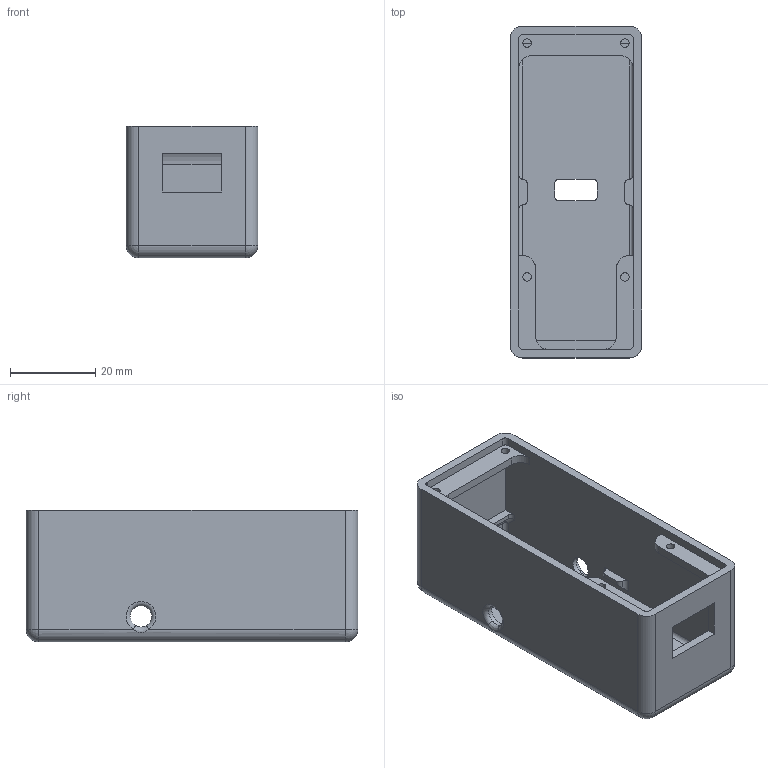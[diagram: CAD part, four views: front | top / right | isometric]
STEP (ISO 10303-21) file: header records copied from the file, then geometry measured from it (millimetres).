
FILE_DESCRIPTION(('STEP AP203'), '1');
FILE_NAME('膰豵鵨', '', ('UNSPECIFIED'), ('UNSPECIFIED'), 'C3D Converter', 'C3D Toolkit', '');
FILE_SCHEMA(('CONFIG_CONTROL_DESIGN'));
Length unit declared in the file: millimetre
Bounding box: 31 x 78 x 31 mm (x, y, z)
Volume: 17096 mm3; surface area: 17390.8 mm2
Topology: 1 solids, 1 shells, 209 faces, 550 edges, 340 vertices
Faces by surface type: plane 94, cylinder 61, extrusion 34, sphere 8, torus 6, bspline 6
Full cylindrical faces by diameter (mm): 2 x4, 5 x2
Entity records: 8886 total; most frequent: CARTESIAN_POINT 2208, ORIENTED_EDGE 1064, DIRECTION 928, EDGE_CURVE 532, VECTOR 364, VERTEX_POINT 340, LINE 330, AXIS2_PLACEMENT_3D 282
